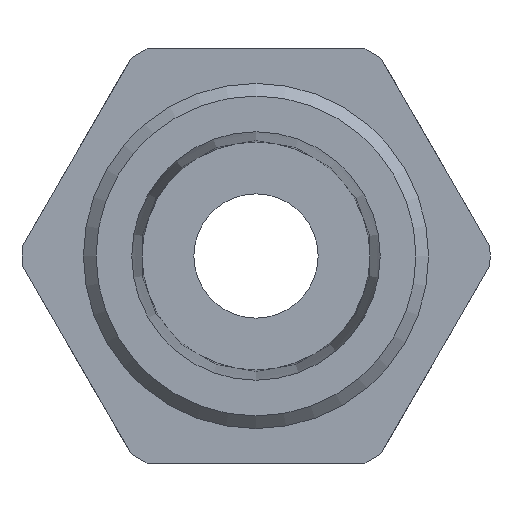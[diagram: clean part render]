
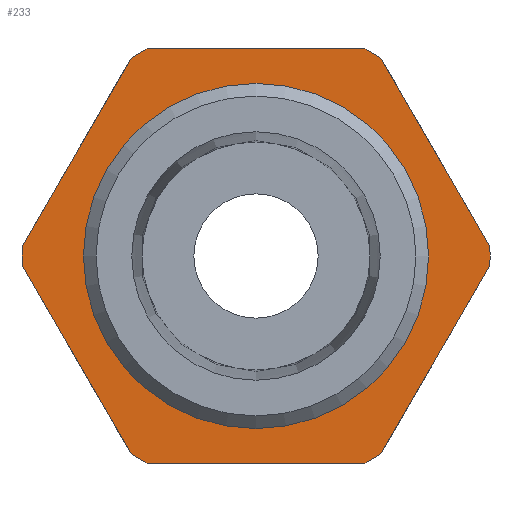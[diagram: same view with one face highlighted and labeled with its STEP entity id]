
A CAD part, left-side view. The second image highlights one B-rep face of the part: STEP entity #233.
In plain terms, the highlighted planar face has unit normal (-1, 0, 0).
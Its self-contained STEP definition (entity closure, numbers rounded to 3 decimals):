
#233 = ADVANCED_FACE( '', ( #508, #509 ), #510, .F. );
#508 = FACE_OUTER_BOUND( '', #807, .T. );
#509 = FACE_BOUND( '', #808, .T. );
#510 = PLANE( '', #809 );
#807 = EDGE_LOOP( '', ( #1376, #1377, #1378, #1379, #1380, #1381, #1382, #1383, #1384, #1385, #1386, #1387 ) );
#808 = EDGE_LOOP( '', ( #1388 ) );
#809 = AXIS2_PLACEMENT_3D( '', #1389, #1390, #1391 );
#1376 = ORIENTED_EDGE( '', *, *, #1738, .F. );
#1377 = ORIENTED_EDGE( '', *, *, #1807, .F. );
#1378 = ORIENTED_EDGE( '', *, *, #1804, .F. );
#1379 = ORIENTED_EDGE( '', *, *, #1790, .F. );
#1380 = ORIENTED_EDGE( '', *, *, #1772, .F. );
#1381 = ORIENTED_EDGE( '', *, *, #1808, .F. );
#1382 = ORIENTED_EDGE( '', *, *, #1604, .F. );
#1383 = ORIENTED_EDGE( '', *, *, #1720, .F. );
#1384 = ORIENTED_EDGE( '', *, *, #1809, .F. );
#1385 = ORIENTED_EDGE( '', *, *, #1642, .F. );
#1386 = ORIENTED_EDGE( '', *, *, #1729, .F. );
#1387 = ORIENTED_EDGE( '', *, *, #1628, .F. );
#1388 = ORIENTED_EDGE( '', *, *, #1683, .T. );
#1389 = CARTESIAN_POINT( '', ( 10., 12.043, 0. ) );
#1390 = DIRECTION( '', ( 1., 0., 0. ) );
#1391 = DIRECTION( '', ( 0., 0., -1. ) );
#1604 = EDGE_CURVE( '', #1882, #1878, #1884, .T. );
#1628 = EDGE_CURVE( '', #1923, #1918, #1925, .T. );
#1642 = EDGE_CURVE( '', #1949, #1944, #1951, .T. );
#1683 = EDGE_CURVE( '', #2015, #2015, #2016, .T. );
#1720 = EDGE_CURVE( '', #2071, #1882, #2073, .T. );
#1729 = EDGE_CURVE( '', #1918, #1949, #2085, .T. );
#1738 = EDGE_CURVE( '', #2097, #1923, #2100, .T. );
#1772 = EDGE_CURVE( '', #2147, #2143, #2149, .T. );
#1790 = EDGE_CURVE( '', #2143, #2173, #2177, .T. );
#1804 = EDGE_CURVE( '', #2173, #2190, #2193, .T. );
#1807 = EDGE_CURVE( '', #2190, #2097, #2196, .T. );
#1808 = EDGE_CURVE( '', #1878, #2147, #2197, .T. );
#1809 = EDGE_CURVE( '', #1944, #2071, #2198, .T. );
#1878 = VERTEX_POINT( '', #2273 );
#1882 = VERTEX_POINT( '', #2278 );
#1884 = CIRCLE( '', #2281, 16.95 );
#1918 = VERTEX_POINT( '', #2338 );
#1923 = VERTEX_POINT( '', #2352 );
#1925 = LINE( '', #2355, #2356 );
#1944 = VERTEX_POINT( '', #2383 );
#1949 = VERTEX_POINT( '', #2398 );
#1951 = LINE( '', #2401, #2402 );
#2015 = VERTEX_POINT( '', #2479 );
#2016 = CIRCLE( '', #2480, 12.043 );
#2071 = VERTEX_POINT( '', #2555 );
#2073 = LINE( '', #2558, #2559 );
#2085 = CIRCLE( '', #2573, 16.95 );
#2097 = VERTEX_POINT( '', #2587 );
#2100 = CIRCLE( '', #2591, 16.95 );
#2143 = VERTEX_POINT( '', #2646 );
#2147 = VERTEX_POINT( '', #2651 );
#2149 = CIRCLE( '', #2654, 16.95 );
#2173 = VERTEX_POINT( '', #2748 );
#2177 = LINE( '', #2762, #2763 );
#2190 = VERTEX_POINT( '', #2781 );
#2193 = CIRCLE( '', #2785, 16.95 );
#2196 = LINE( '', #2788, #2789 );
#2197 = LINE( '', #2790, #2791 );
#2198 = CIRCLE( '', #2792, 16.95 );
#2273 = CARTESIAN_POINT( '', ( 10., -16.937, -0.664 ) );
#2278 = CARTESIAN_POINT( '', ( 10., -16.937, 0.664 ) );
#2281 = AXIS2_PLACEMENT_3D( '', #2888, #2889, #2890 );
#2338 = CARTESIAN_POINT( '', ( 10., 9.044, 14.336 ) );
#2352 = CARTESIAN_POINT( '', ( 10., 16.937, 0.664 ) );
#2355 = CARTESIAN_POINT( '', ( 10., 17.321, 0. ) );
#2356 = VECTOR( '', #2920, 1000. );
#2383 = CARTESIAN_POINT( '', ( 10., -7.893, 15. ) );
#2398 = CARTESIAN_POINT( '', ( 10., 7.893, 15. ) );
#2401 = CARTESIAN_POINT( '', ( 10., 8.66, 15. ) );
#2402 = VECTOR( '', #2931, 1000. );
#2479 = CARTESIAN_POINT( '', ( 10., 0., -12.043 ) );
#2480 = AXIS2_PLACEMENT_3D( '', #2990, #2991, #2992 );
#2555 = CARTESIAN_POINT( '', ( 10., -9.044, 14.336 ) );
#2558 = CARTESIAN_POINT( '', ( 10., -8.66, 15. ) );
#2559 = VECTOR( '', #3042, 1000. );
#2573 = AXIS2_PLACEMENT_3D( '', #3054, #3055, #3056 );
#2587 = CARTESIAN_POINT( '', ( 10., 16.937, -0.664 ) );
#2591 = AXIS2_PLACEMENT_3D( '', #3066, #3067, #3068 );
#2646 = CARTESIAN_POINT( '', ( 10., -7.893, -15. ) );
#2651 = CARTESIAN_POINT( '', ( 10., -9.044, -14.336 ) );
#2654 = AXIS2_PLACEMENT_3D( '', #3113, #3114, #3115 );
#2748 = CARTESIAN_POINT( '', ( 10., 7.893, -15. ) );
#2762 = CARTESIAN_POINT( '', ( 10., -8.66, -15. ) );
#2763 = VECTOR( '', #3133, 1000. );
#2781 = CARTESIAN_POINT( '', ( 10., 9.044, -14.336 ) );
#2785 = AXIS2_PLACEMENT_3D( '', #3143, #3144, #3145 );
#2788 = CARTESIAN_POINT( '', ( 10., 8.66, -15. ) );
#2789 = VECTOR( '', #3146, 1000. );
#2790 = CARTESIAN_POINT( '', ( 10., -17.321, 0. ) );
#2791 = VECTOR( '', #3147, 1000. );
#2792 = AXIS2_PLACEMENT_3D( '', #3148, #3149, #3150 );
#2888 = CARTESIAN_POINT( '', ( 10., 0., 0. ) );
#2889 = DIRECTION( '', ( 1., 0., 0. ) );
#2890 = DIRECTION( '', ( 0., 0., -1. ) );
#2920 = DIRECTION( '', ( 0., -0.5, 0.866 ) );
#2931 = DIRECTION( '', ( 0., -1., 0. ) );
#2990 = CARTESIAN_POINT( '', ( 10., 0., 0. ) );
#2991 = DIRECTION( '', ( 1., 0., 0. ) );
#2992 = DIRECTION( '', ( 0., 0., -1. ) );
#3042 = DIRECTION( '', ( 0., -0.5, -0.866 ) );
#3054 = CARTESIAN_POINT( '', ( 10., 0., 0. ) );
#3055 = DIRECTION( '', ( 1., 0., 0. ) );
#3056 = DIRECTION( '', ( 0., 0., -1. ) );
#3066 = CARTESIAN_POINT( '', ( 10., 0., 0. ) );
#3067 = DIRECTION( '', ( 1., 0., 0. ) );
#3068 = DIRECTION( '', ( 0., 0., -1. ) );
#3113 = CARTESIAN_POINT( '', ( 10., 0., 0. ) );
#3114 = DIRECTION( '', ( 1., 0., 0. ) );
#3115 = DIRECTION( '', ( 0., 0., -1. ) );
#3133 = DIRECTION( '', ( 0., 1., 0. ) );
#3143 = CARTESIAN_POINT( '', ( 10., 0., 0. ) );
#3144 = DIRECTION( '', ( 1., 0., 0. ) );
#3145 = DIRECTION( '', ( 0., 0., -1. ) );
#3146 = DIRECTION( '', ( 0., 0.5, 0.866 ) );
#3147 = DIRECTION( '', ( 0., 0.5, -0.866 ) );
#3148 = CARTESIAN_POINT( '', ( 10., 0., 0. ) );
#3149 = DIRECTION( '', ( 1., 0., 0. ) );
#3150 = DIRECTION( '', ( 0., 0., -1. ) );
